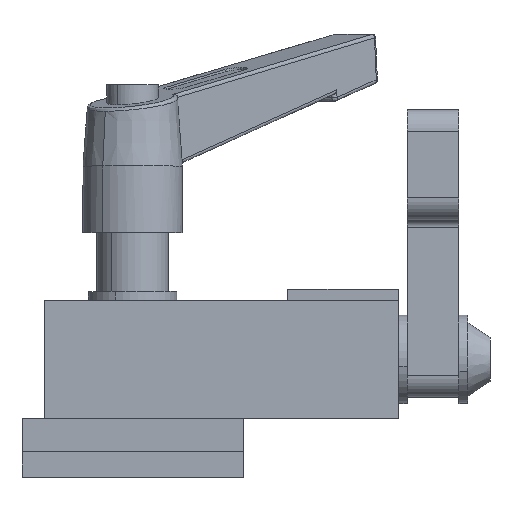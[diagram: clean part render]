
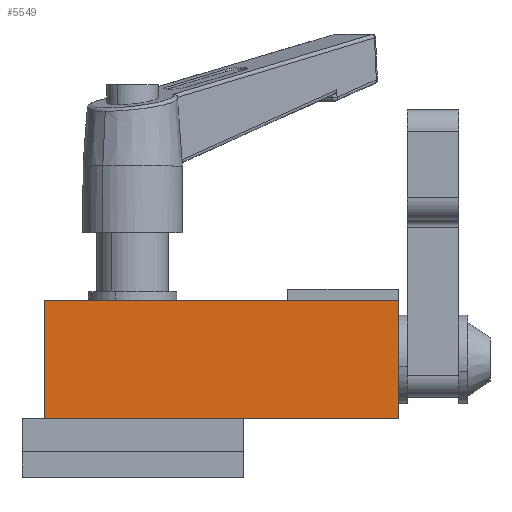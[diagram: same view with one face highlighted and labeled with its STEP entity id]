
A CAD part, top view. The second image highlights one B-rep face of the part: STEP entity #5549.
In plain terms, the highlighted planar face has unit normal (0, 0, 1).
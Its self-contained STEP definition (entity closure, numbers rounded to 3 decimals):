
#531 = EDGE_CURVE ( 'NONE', #5629, #3016, #2524, .T. ) ;
#675 = DIRECTION ( 'NONE',  ( 1., 0., 0. ) ) ;
#799 = CARTESIAN_POINT ( 'NONE',  ( -24., -8., 14.75 ) ) ;
#830 = DIRECTION ( 'NONE',  ( 0., -1., 0. ) ) ;
#849 = AXIS2_PLACEMENT_3D ( 'NONE', #4834, #2450, #3618 ) ;
#1074 = CARTESIAN_POINT ( 'NONE',  ( 24., 8., 14.75 ) ) ;
#1235 = PLANE ( 'NONE',  #849 ) ;
#1828 = EDGE_CURVE ( 'NONE', #5626, #3016, #5299, .T. ) ;
#1840 = VECTOR ( 'NONE', #675, 1000. ) ;
#2402 = EDGE_LOOP ( 'NONE', ( #7076, #4118, #5926, #7540 ) ) ;
#2450 = DIRECTION ( 'NONE',  ( 0., 0., -1. ) ) ;
#2480 = CARTESIAN_POINT ( 'NONE',  ( -24., 8., 14.75 ) ) ;
#2485 = CARTESIAN_POINT ( 'NONE',  ( 24., 8., 14.75 ) ) ;
#2524 = LINE ( 'NONE', #799, #4992 ) ;
#2585 = CARTESIAN_POINT ( 'NONE',  ( -24., 8., 14.75 ) ) ;
#2924 = VECTOR ( 'NONE', #830, 1000. ) ;
#3016 = VERTEX_POINT ( 'NONE', #7456 ) ;
#3097 = LINE ( 'NONE', #2585, #1840 ) ;
#3618 = DIRECTION ( 'NONE',  ( -1., 0., 0. ) ) ;
#4001 = DIRECTION ( 'NONE',  ( 0., -1., 0. ) ) ;
#4118 = ORIENTED_EDGE ( 'NONE', *, *, #1828, .F. ) ;
#4352 = LINE ( 'NONE', #2480, #2924 ) ;
#4486 = EDGE_CURVE ( 'NONE', #6725, #5626, #3097, .T. ) ;
#4834 = CARTESIAN_POINT ( 'NONE',  ( -24., 8., 14.75 ) ) ;
#4904 = FACE_OUTER_BOUND ( 'NONE', #2402, .T. ) ;
#4992 = VECTOR ( 'NONE', #7454, 1000. ) ;
#5278 = CARTESIAN_POINT ( 'NONE',  ( -24., 8., 14.75 ) ) ;
#5299 = LINE ( 'NONE', #1074, #5327 ) ;
#5327 = VECTOR ( 'NONE', #4001, 1000. ) ;
#5549 = ADVANCED_FACE ( 'NONE', ( #4904 ), #1235, .F. ) ;
#5626 = VERTEX_POINT ( 'NONE', #2485 ) ;
#5629 = VERTEX_POINT ( 'NONE', #7739 ) ;
#5926 = ORIENTED_EDGE ( 'NONE', *, *, #4486, .F. ) ;
#6397 = EDGE_CURVE ( 'NONE', #6725, #5629, #4352, .T. ) ;
#6725 = VERTEX_POINT ( 'NONE', #5278 ) ;
#7076 = ORIENTED_EDGE ( 'NONE', *, *, #531, .T. ) ;
#7454 = DIRECTION ( 'NONE',  ( 1., 0., 0. ) ) ;
#7456 = CARTESIAN_POINT ( 'NONE',  ( 24., -8., 14.75 ) ) ;
#7540 = ORIENTED_EDGE ( 'NONE', *, *, #6397, .T. ) ;
#7739 = CARTESIAN_POINT ( 'NONE',  ( -24., -8., 14.75 ) ) ;
